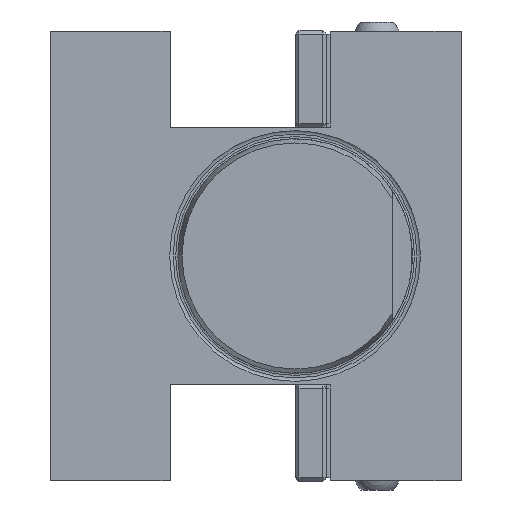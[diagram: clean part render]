
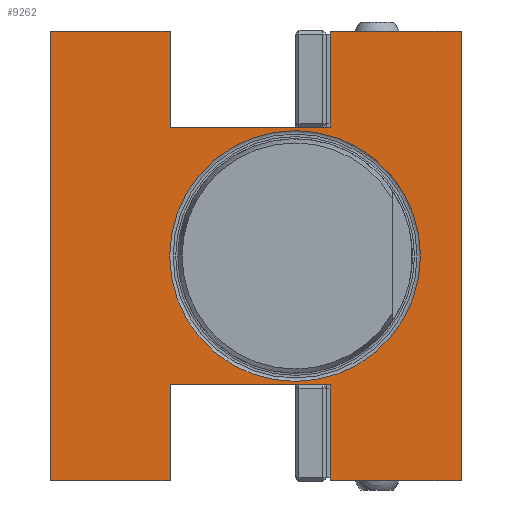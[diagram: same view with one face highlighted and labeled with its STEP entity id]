
A CAD part, front view. The second image highlights one B-rep face of the part: STEP entity #9262.
In plain terms, the highlighted planar face has unit normal (0, -1, 0).
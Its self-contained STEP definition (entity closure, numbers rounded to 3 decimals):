
#136 = CARTESIAN_POINT ( 'NONE',  ( -62.5, 0., 0. ) ) ;
#233 = CARTESIAN_POINT ( 'NONE',  ( -32.15, 0., -57.5 ) ) ;
#353 = ORIENTED_EDGE ( 'NONE', *, *, #12436, .T. ) ;
#400 = LINE ( 'NONE', #11084, #449 ) ;
#434 = EDGE_CURVE ( 'NONE', #9600, #3665, #9293, .T. ) ;
#449 = VECTOR ( 'NONE', #16414, 1000. ) ;
#850 = CARTESIAN_POINT ( 'NONE',  ( 42.5, 0., 57.5 ) ) ;
#1113 = VERTEX_POINT ( 'NONE', #15413 ) ;
#1149 = DIRECTION ( 'NONE',  ( 1., 0., 0. ) ) ;
#1240 = ORIENTED_EDGE ( 'NONE', *, *, #4749, .F. ) ;
#1418 = DIRECTION ( 'NONE',  ( 0., 0., -1. ) ) ;
#2325 = AXIS2_PLACEMENT_3D ( 'NONE', #4677, #16801, #4763 ) ;
#2444 = EDGE_CURVE ( 'NONE', #4916, #10407, #400, .T. ) ;
#2559 = VERTEX_POINT ( 'NONE', #14627 ) ;
#2766 = CARTESIAN_POINT ( 'NONE',  ( 9., 0., 33. ) ) ;
#2995 = CARTESIAN_POINT ( 'NONE',  ( -62.5, 0., -57.5 ) ) ;
#3209 = VECTOR ( 'NONE', #14704, 1000. ) ;
#3469 = CARTESIAN_POINT ( 'NONE',  ( 32.095, 0., 0. ) ) ;
#3539 = CARTESIAN_POINT ( 'NONE',  ( -32., 0., 0. ) ) ;
#3549 = CARTESIAN_POINT ( 'NONE',  ( 9., 0., -57.5 ) ) ;
#3640 = LINE ( 'NONE', #5042, #16662 ) ;
#3665 = VERTEX_POINT ( 'NONE', #12461 ) ;
#3797 = VERTEX_POINT ( 'NONE', #6454 ) ;
#3871 = EDGE_CURVE ( 'NONE', #14993, #15785, #4732, .T. ) ;
#4316 = LINE ( 'NONE', #16446, #5648 ) ;
#4676 = FACE_BOUND ( 'NONE', #7614, .T. ) ;
#4677 = CARTESIAN_POINT ( 'NONE',  ( 0., 0., 0. ) ) ;
#4680 = CARTESIAN_POINT ( 'NONE',  ( 9., 0., 0. ) ) ;
#4732 = LINE ( 'NONE', #15545, #10706 ) ;
#4749 = EDGE_CURVE ( 'NONE', #13853, #13853, #7620, .T. ) ;
#4763 = DIRECTION ( 'NONE',  ( 1., 0., 0. ) ) ;
#4916 = VERTEX_POINT ( 'NONE', #6440 ) ;
#5042 = CARTESIAN_POINT ( 'NONE',  ( -32.15, 0., -33. ) ) ;
#5230 = CARTESIAN_POINT ( 'NONE',  ( -32., 0., 0. ) ) ;
#5589 = CARTESIAN_POINT ( 'NONE',  ( -32., 0., 33. ) ) ;
#5648 = VECTOR ( 'NONE', #15356, 1000. ) ;
#5926 = ORIENTED_EDGE ( 'NONE', *, *, #2444, .T. ) ;
#5997 = FACE_OUTER_BOUND ( 'NONE', #11322, .T. ) ;
#6077 = CARTESIAN_POINT ( 'NONE',  ( -32.15, 0., 0. ) ) ;
#6138 = DIRECTION ( 'NONE',  ( -1., 0., 0. ) ) ;
#6257 = EDGE_CURVE ( 'NONE', #13259, #14528, #6915, .T. ) ;
#6440 = CARTESIAN_POINT ( 'NONE',  ( 9., 0., -33. ) ) ;
#6454 = CARTESIAN_POINT ( 'NONE',  ( -32., 0., -33. ) ) ;
#6481 = LINE ( 'NONE', #136, #12714 ) ;
#6673 = EDGE_CURVE ( 'NONE', #11413, #9600, #4316, .T. ) ;
#6915 = LINE ( 'NONE', #233, #12113 ) ;
#7317 = VECTOR ( 'NONE', #16162, 1000. ) ;
#7614 = EDGE_LOOP ( 'NONE', ( #1240 ) ) ;
#7620 = CIRCLE ( 'NONE', #2325, 32.095 ) ;
#7711 = AXIS2_PLACEMENT_3D ( 'NONE', #6077, #11468, #7760 ) ;
#7760 = DIRECTION ( 'NONE',  ( 1., 0., 0. ) ) ;
#8220 = CARTESIAN_POINT ( 'NONE',  ( -32., 0., -57.5 ) ) ;
#8423 = ORIENTED_EDGE ( 'NONE', *, *, #6673, .T. ) ;
#8558 = ORIENTED_EDGE ( 'NONE', *, *, #10742, .T. ) ;
#8958 = EDGE_CURVE ( 'NONE', #3797, #4916, #3640, .T. ) ;
#9262 = ADVANCED_FACE ( 'Defeature completata2_1', ( #5997, #4676 ), #16800, .T. ) ;
#9293 = LINE ( 'NONE', #5230, #15695 ) ;
#9350 = CARTESIAN_POINT ( 'NONE',  ( -32.15, 0., -57.5 ) ) ;
#9600 = VERTEX_POINT ( 'NONE', #5589 ) ;
#9609 = ORIENTED_EDGE ( 'NONE', *, *, #6257, .T. ) ;
#9809 = LINE ( 'NONE', #4680, #13327 ) ;
#9889 = VECTOR ( 'NONE', #16986, 1000. ) ;
#9933 = EDGE_CURVE ( 'NONE', #15785, #11413, #9809, .T. ) ;
#10325 = ORIENTED_EDGE ( 'NONE', *, *, #3871, .T. ) ;
#10407 = VERTEX_POINT ( 'NONE', #3549 ) ;
#10630 = DIRECTION ( 'NONE',  ( 0., 0., 1. ) ) ;
#10654 = ORIENTED_EDGE ( 'NONE', *, *, #9933, .T. ) ;
#10689 = EDGE_CURVE ( 'NONE', #10407, #2559, #14784, .T. ) ;
#10706 = VECTOR ( 'NONE', #6138, 1000. ) ;
#10742 = EDGE_CURVE ( 'NONE', #3665, #1113, #16101, .T. ) ;
#10807 = ORIENTED_EDGE ( 'NONE', *, *, #10689, .T. ) ;
#11023 = CARTESIAN_POINT ( 'NONE',  ( -32.15, 0., 57.5 ) ) ;
#11084 = CARTESIAN_POINT ( 'NONE',  ( 9., 0., 0. ) ) ;
#11199 = ORIENTED_EDGE ( 'NONE', *, *, #12765, .T. ) ;
#11322 = EDGE_LOOP ( 'NONE', ( #5926, #10807, #353, #10325, #10654, #8423, #15074, #8558, #11843, #9609, #11199, #11381 ) ) ;
#11381 = ORIENTED_EDGE ( 'NONE', *, *, #8958, .T. ) ;
#11413 = VERTEX_POINT ( 'NONE', #2766 ) ;
#11468 = DIRECTION ( 'NONE',  ( 0., -1., 0. ) ) ;
#11843 = ORIENTED_EDGE ( 'NONE', *, *, #16066, .T. ) ;
#12113 = VECTOR ( 'NONE', #14586, 1000. ) ;
#12252 = CARTESIAN_POINT ( 'NONE',  ( 42.5, 0., 0. ) ) ;
#12436 = EDGE_CURVE ( 'NONE', #2559, #14993, #13712, .T. ) ;
#12461 = CARTESIAN_POINT ( 'NONE',  ( -32., 0., 57.5 ) ) ;
#12714 = VECTOR ( 'NONE', #1418, 1000. ) ;
#12765 = EDGE_CURVE ( 'NONE', #14528, #3797, #14181, .T. ) ;
#13259 = VERTEX_POINT ( 'NONE', #2995 ) ;
#13327 = VECTOR ( 'NONE', #15218, 1000. ) ;
#13712 = LINE ( 'NONE', #12252, #7317 ) ;
#13853 = VERTEX_POINT ( 'NONE', #3469 ) ;
#14181 = LINE ( 'NONE', #3539, #9889 ) ;
#14528 = VERTEX_POINT ( 'NONE', #8220 ) ;
#14586 = DIRECTION ( 'NONE',  ( 1., 0., 0. ) ) ;
#14627 = CARTESIAN_POINT ( 'NONE',  ( 42.5, 0., -57.5 ) ) ;
#14704 = DIRECTION ( 'NONE',  ( 1., 0., 0. ) ) ;
#14766 = CARTESIAN_POINT ( 'NONE',  ( 9., 0., 57.5 ) ) ;
#14784 = LINE ( 'NONE', #9350, #3209 ) ;
#14993 = VERTEX_POINT ( 'NONE', #850 ) ;
#15027 = DIRECTION ( 'NONE',  ( -1., 0., 0. ) ) ;
#15074 = ORIENTED_EDGE ( 'NONE', *, *, #434, .T. ) ;
#15218 = DIRECTION ( 'NONE',  ( 0., 0., -1. ) ) ;
#15258 = VECTOR ( 'NONE', #15027, 1000. ) ;
#15356 = DIRECTION ( 'NONE',  ( -1., 0., 0. ) ) ;
#15413 = CARTESIAN_POINT ( 'NONE',  ( -62.5, 0., 57.5 ) ) ;
#15545 = CARTESIAN_POINT ( 'NONE',  ( -32.15, 0., 57.5 ) ) ;
#15695 = VECTOR ( 'NONE', #10630, 1000. ) ;
#15785 = VERTEX_POINT ( 'NONE', #14766 ) ;
#16066 = EDGE_CURVE ( 'NONE', #1113, #13259, #6481, .T. ) ;
#16101 = LINE ( 'NONE', #11023, #15258 ) ;
#16162 = DIRECTION ( 'NONE',  ( 0., 0., 1. ) ) ;
#16414 = DIRECTION ( 'NONE',  ( 0., 0., -1. ) ) ;
#16446 = CARTESIAN_POINT ( 'NONE',  ( -32.15, 0., 33. ) ) ;
#16662 = VECTOR ( 'NONE', #1149, 1000. ) ;
#16800 = PLANE ( 'NONE',  #7711 ) ;
#16801 = DIRECTION ( 'NONE',  ( 0., -1., 0. ) ) ;
#16986 = DIRECTION ( 'NONE',  ( 0., 0., 1. ) ) ;
